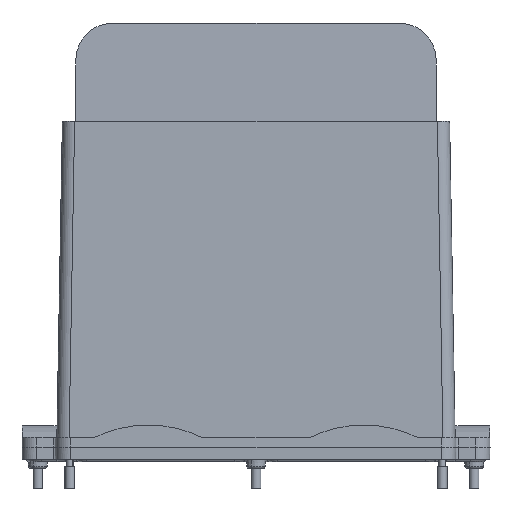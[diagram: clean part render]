
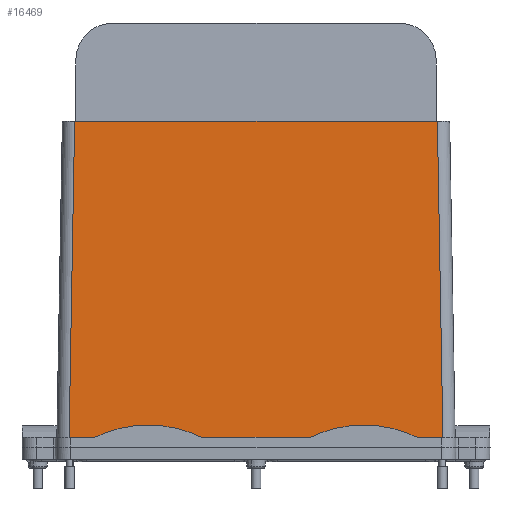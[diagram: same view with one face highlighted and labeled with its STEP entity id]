
A CAD part, left-side view. The second image highlights one B-rep face of the part: STEP entity #16469.
In plain terms, the highlighted planar face has unit normal (-1, 0, 0.018).
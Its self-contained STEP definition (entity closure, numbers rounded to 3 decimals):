
#16441=AXIS2_PLACEMENT_3D('Plane Axis2P3D',#16438,#16439,#16440) ;
#9912=CARTESIAN_POINT('Vertex',(14.133,171.693,21.)) ;
#9931=CARTESIAN_POINT('Vertex',(14.133,161.207,21.)) ;
#9934=CARTESIAN_POINT('Line Origine',(14.133,166.45,21.)) ;
#10910=CARTESIAN_POINT('Line Origine',(14.133,24.375,21.)) ;
#10914=CARTESIAN_POINT('Vertex',(14.133,19.133,21.)) ;
#10916=CARTESIAN_POINT('Vertex',(14.133,29.618,21.)) ;
#11025=CARTESIAN_POINT('Vertex',(14.214,45.413,25.639)) ;
#11029=CARTESIAN_POINT('Control Point',(14.214,45.413,25.639)) ;
#11030=CARTESIAN_POINT('Control Point',(14.206,41.308,25.143)) ;
#11031=CARTESIAN_POINT('Control Point',(14.189,37.259,24.194)) ;
#11032=CARTESIAN_POINT('Control Point',(14.165,33.339,22.802)) ;
#11033=CARTESIAN_POINT('Control Point',(14.133,29.618,21.)) ;
#11047=CARTESIAN_POINT('Vertex',(14.214,57.413,25.639)) ;
#11050=CARTESIAN_POINT('Line Origine',(14.214,51.413,25.639)) ;
#11085=CARTESIAN_POINT('Vertex',(14.133,73.207,21.)) ;
#11089=CARTESIAN_POINT('Control Point',(14.133,73.207,21.)) ;
#11090=CARTESIAN_POINT('Control Point',(14.165,69.486,22.802)) ;
#11091=CARTESIAN_POINT('Control Point',(14.189,65.567,24.194)) ;
#11092=CARTESIAN_POINT('Control Point',(14.206,61.517,25.143)) ;
#11093=CARTESIAN_POINT('Control Point',(14.214,57.413,25.639)) ;
#11107=CARTESIAN_POINT('Vertex',(14.133,117.618,21.)) ;
#11110=CARTESIAN_POINT('Line Origine',(14.133,95.413,21.)) ;
#11145=CARTESIAN_POINT('Vertex',(14.214,133.413,25.639)) ;
#11149=CARTESIAN_POINT('Control Point',(14.214,133.413,25.639)) ;
#11150=CARTESIAN_POINT('Control Point',(14.206,129.308,25.143)) ;
#11151=CARTESIAN_POINT('Control Point',(14.189,125.259,24.194)) ;
#11152=CARTESIAN_POINT('Control Point',(14.165,121.339,22.802)) ;
#11153=CARTESIAN_POINT('Control Point',(14.133,117.618,21.)) ;
#11167=CARTESIAN_POINT('Vertex',(14.214,145.413,25.639)) ;
#11170=CARTESIAN_POINT('Line Origine',(14.214,139.413,25.639)) ;
#11202=CARTESIAN_POINT('Control Point',(14.133,161.207,21.)) ;
#11203=CARTESIAN_POINT('Control Point',(14.165,157.486,22.802)) ;
#11204=CARTESIAN_POINT('Control Point',(14.189,153.567,24.194)) ;
#11205=CARTESIAN_POINT('Control Point',(14.206,149.517,25.143)) ;
#11206=CARTESIAN_POINT('Control Point',(14.214,145.413,25.639)) ;
#16375=CARTESIAN_POINT('Line Origine',(15.259,170.567,85.5)) ;
#16379=CARTESIAN_POINT('Vertex',(16.385,169.441,150.)) ;
#16438=CARTESIAN_POINT('Axis2P3D Location',(14.413,95.413,37.)) ;
#16443=CARTESIAN_POINT('Line Origine',(15.259,20.259,85.5)) ;
#16447=CARTESIAN_POINT('Vertex',(16.385,21.384,150.)) ;
#16450=CARTESIAN_POINT('Line Origine',(16.385,95.413,150.)) ;
#9935=DIRECTION('Vector Direction',(0.,-1.,0.)) ;
#10911=DIRECTION('Vector Direction',(0.,-1.,0.)) ;
#11051=DIRECTION('Vector Direction',(0.,1.,0.)) ;
#11111=DIRECTION('Vector Direction',(0.,-1.,0.)) ;
#11171=DIRECTION('Vector Direction',(0.,1.,0.)) ;
#16376=DIRECTION('Vector Direction',(0.017,-0.017,1.)) ;
#16439=DIRECTION('Axis2P3D Direction',(-1.,0.,0.017)) ;
#16440=DIRECTION('Axis2P3D XDirection',(0.,1.,0.)) ;
#16444=DIRECTION('Vector Direction',(0.017,0.017,1.)) ;
#16451=DIRECTION('Vector Direction',(0.,1.,0.)) ;
#9936=VECTOR('Line Direction',#9935,1.) ;
#10912=VECTOR('Line Direction',#10911,1.) ;
#11052=VECTOR('Line Direction',#11051,1.) ;
#11112=VECTOR('Line Direction',#11111,1.) ;
#11172=VECTOR('Line Direction',#11171,1.) ;
#16377=VECTOR('Line Direction',#16376,1.) ;
#16445=VECTOR('Line Direction',#16444,1.) ;
#16452=VECTOR('Line Direction',#16451,1.) ;
#16456=ORIENTED_EDGE('',*,*,#9938,.F.) ;
#16457=ORIENTED_EDGE('',*,*,#11207,.F.) ;
#16458=ORIENTED_EDGE('',*,*,#11174,.F.) ;
#16459=ORIENTED_EDGE('',*,*,#11154,.F.) ;
#16460=ORIENTED_EDGE('',*,*,#11114,.F.) ;
#16461=ORIENTED_EDGE('',*,*,#11094,.F.) ;
#16462=ORIENTED_EDGE('',*,*,#11054,.F.) ;
#16463=ORIENTED_EDGE('',*,*,#11034,.F.) ;
#16464=ORIENTED_EDGE('',*,*,#10918,.F.) ;
#16465=ORIENTED_EDGE('',*,*,#16449,.T.) ;
#16466=ORIENTED_EDGE('',*,*,#16454,.F.) ;
#16467=ORIENTED_EDGE('',*,*,#16381,.T.) ;
#16469=ADVANCED_FACE('Hauptk\X2\00F6\X0\rper.1',(#16468),#16442,.T.) ;
#11028=B_SPLINE_CURVE_WITH_KNOTS('',4,(#11029,#11030,#11031,#11032,#11033),.UNSPECIFIED.,.F.,.U.,(5,5),(0.,23.423),.UNSPECIFIED.) ;
#11088=B_SPLINE_CURVE_WITH_KNOTS('',4,(#11089,#11090,#11091,#11092,#11093),.UNSPECIFIED.,.F.,.U.,(5,5),(0.,23.423),.UNSPECIFIED.) ;
#11148=B_SPLINE_CURVE_WITH_KNOTS('',4,(#11149,#11150,#11151,#11152,#11153),.UNSPECIFIED.,.F.,.U.,(5,5),(0.,23.423),.UNSPECIFIED.) ;
#11201=B_SPLINE_CURVE_WITH_KNOTS('',4,(#11202,#11203,#11204,#11205,#11206),.UNSPECIFIED.,.F.,.U.,(5,5),(0.,23.423),.UNSPECIFIED.) ;
#9938=EDGE_CURVE('',#9932,#9913,#9937,.F.) ;
#10918=EDGE_CURVE('',#10915,#10917,#10913,.F.) ;
#11034=EDGE_CURVE('',#10917,#11026,#11028,.F.) ;
#11054=EDGE_CURVE('',#11026,#11048,#11053,.T.) ;
#11094=EDGE_CURVE('',#11048,#11086,#11088,.F.) ;
#11114=EDGE_CURVE('',#11086,#11108,#11113,.F.) ;
#11154=EDGE_CURVE('',#11108,#11146,#11148,.F.) ;
#11174=EDGE_CURVE('',#11146,#11168,#11173,.T.) ;
#11207=EDGE_CURVE('',#11168,#9932,#11201,.F.) ;
#16381=EDGE_CURVE('',#16380,#9913,#16378,.F.) ;
#16449=EDGE_CURVE('',#10915,#16448,#16446,.T.) ;
#16454=EDGE_CURVE('',#16380,#16448,#16453,.F.) ;
#16455=EDGE_LOOP('',(#16456,#16457,#16458,#16459,#16460,#16461,#16462,#16463,#16464,#16465,#16466,#16467)) ;
#16468=FACE_OUTER_BOUND('',#16455,.T.) ;
#9937=LINE('Line',#9934,#9936) ;
#10913=LINE('Line',#10910,#10912) ;
#11053=LINE('Line',#11050,#11052) ;
#11113=LINE('Line',#11110,#11112) ;
#11173=LINE('Line',#11170,#11172) ;
#16378=LINE('Line',#16375,#16377) ;
#16446=LINE('Line',#16443,#16445) ;
#16453=LINE('Line',#16450,#16452) ;
#16442=PLANE('',#16441) ;
#9913=VERTEX_POINT('',#9912) ;
#9932=VERTEX_POINT('',#9931) ;
#10915=VERTEX_POINT('',#10914) ;
#10917=VERTEX_POINT('',#10916) ;
#11026=VERTEX_POINT('',#11025) ;
#11048=VERTEX_POINT('',#11047) ;
#11086=VERTEX_POINT('',#11085) ;
#11108=VERTEX_POINT('',#11107) ;
#11146=VERTEX_POINT('',#11145) ;
#11168=VERTEX_POINT('',#11167) ;
#16380=VERTEX_POINT('',#16379) ;
#16448=VERTEX_POINT('',#16447) ;
